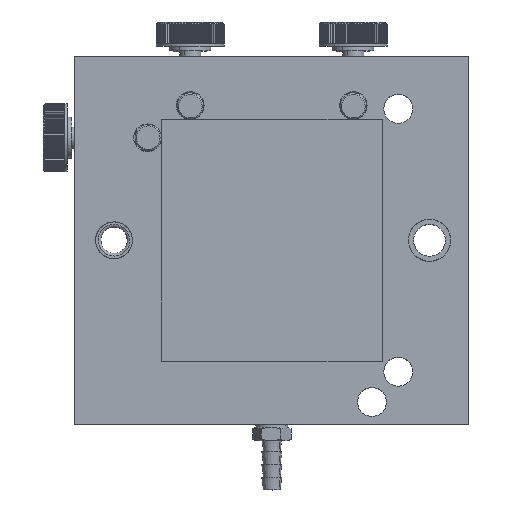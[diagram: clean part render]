
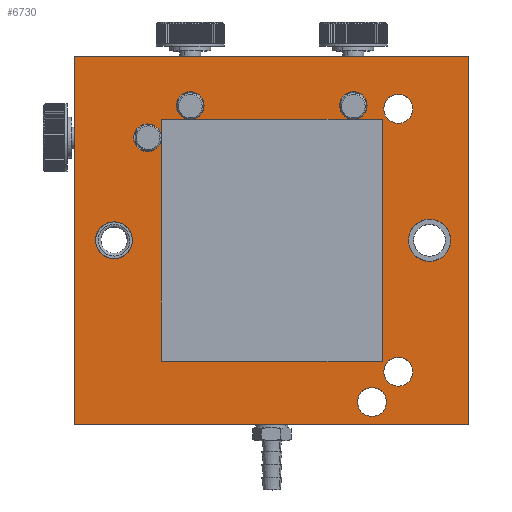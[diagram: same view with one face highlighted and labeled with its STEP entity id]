
A CAD part, top view. The second image highlights one B-rep face of the part: STEP entity #6730.
In plain terms, the highlighted planar face has unit normal (0, 0, 1).
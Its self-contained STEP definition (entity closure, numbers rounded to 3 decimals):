
#6730=ADVANCED_FACE('',(#9747,#9748,#9749,#9750,#9751,#9752,#9753,#9754,
#9755,#9756),#7532,.T.);
#7532=PLANE('',#18977);
#7973=LINE('',#24661,#8860);
#7974=LINE('',#24666,#8861);
#7975=LINE('',#24670,#8862);
#7976=LINE('',#24674,#8863);
#7977=LINE('',#24687,#8864);
#7978=LINE('',#24690,#8865);
#7979=LINE('',#24692,#8866);
#7980=LINE('',#24694,#8867);
#8860=VECTOR('',#20573,1.);
#8861=VECTOR('',#20576,1.);
#8862=VECTOR('',#20579,1.);
#8863=VECTOR('',#20582,1.);
#8864=VECTOR('',#20595,1.);
#8865=VECTOR('',#20596,1.);
#8866=VECTOR('',#20597,1.);
#8867=VECTOR('',#20598,1.);
#9747=FACE_BOUND('',#9872,.T.);
#9748=FACE_BOUND('',#9873,.T.);
#9749=FACE_BOUND('',#9874,.T.);
#9750=FACE_BOUND('',#9875,.T.);
#9751=FACE_BOUND('',#9876,.T.);
#9752=FACE_BOUND('',#9877,.T.);
#9753=FACE_BOUND('',#9878,.T.);
#9754=FACE_BOUND('',#9879,.T.);
#9755=FACE_BOUND('',#9880,.T.);
#9756=FACE_BOUND('',#9881,.T.);
#9872=EDGE_LOOP('',(#10741));
#9873=EDGE_LOOP('',(#10742));
#9874=EDGE_LOOP('',(#10743));
#9875=EDGE_LOOP('',(#10744,#10745,#10746,#10747,#10748,#10749,#10750,#10751));
#9876=EDGE_LOOP('',(#10752));
#9877=EDGE_LOOP('',(#10753));
#9878=EDGE_LOOP('',(#10754));
#9879=EDGE_LOOP('',(#10755));
#9880=EDGE_LOOP('',(#10756));
#9881=EDGE_LOOP('',(#10757,#10758,#10759,#10760));
#10741=ORIENTED_EDGE('',*,*,#16131,.T.);
#10742=ORIENTED_EDGE('',*,*,#16132,.T.);
#10743=ORIENTED_EDGE('',*,*,#16133,.T.);
#10744=ORIENTED_EDGE('',*,*,#16134,.F.);
#10745=ORIENTED_EDGE('',*,*,#16135,.T.);
#10746=ORIENTED_EDGE('',*,*,#16136,.F.);
#10747=ORIENTED_EDGE('',*,*,#16137,.T.);
#10748=ORIENTED_EDGE('',*,*,#16138,.F.);
#10749=ORIENTED_EDGE('',*,*,#16139,.T.);
#10750=ORIENTED_EDGE('',*,*,#16140,.F.);
#10751=ORIENTED_EDGE('',*,*,#16141,.T.);
#10752=ORIENTED_EDGE('',*,*,#16142,.T.);
#10753=ORIENTED_EDGE('',*,*,#16143,.T.);
#10754=ORIENTED_EDGE('',*,*,#16144,.T.);
#10755=ORIENTED_EDGE('',*,*,#16145,.T.);
#10756=ORIENTED_EDGE('',*,*,#16146,.T.);
#10757=ORIENTED_EDGE('',*,*,#16147,.T.);
#10758=ORIENTED_EDGE('',*,*,#16148,.T.);
#10759=ORIENTED_EDGE('',*,*,#16149,.T.);
#10760=ORIENTED_EDGE('',*,*,#16150,.T.);
#14827=VERTEX_POINT('',#24656);
#14828=VERTEX_POINT('',#24658);
#14829=VERTEX_POINT('',#24660);
#14830=VERTEX_POINT('',#24662);
#14831=VERTEX_POINT('',#24663);
#14832=VERTEX_POINT('',#24665);
#14833=VERTEX_POINT('',#24667);
#14834=VERTEX_POINT('',#24669);
#14835=VERTEX_POINT('',#24671);
#14836=VERTEX_POINT('',#24673);
#14837=VERTEX_POINT('',#24675);
#14838=VERTEX_POINT('',#24678);
#14839=VERTEX_POINT('',#24680);
#14840=VERTEX_POINT('',#24682);
#14841=VERTEX_POINT('',#24684);
#14842=VERTEX_POINT('',#24686);
#14843=VERTEX_POINT('',#24688);
#14844=VERTEX_POINT('',#24689);
#14845=VERTEX_POINT('',#24691);
#14846=VERTEX_POINT('',#24693);
#16131=EDGE_CURVE('',#14827,#14827,#18174,.T.);
#16132=EDGE_CURVE('',#14828,#14828,#18175,.T.);
#16133=EDGE_CURVE('',#14829,#14829,#18176,.T.);
#16134=EDGE_CURVE('',#14830,#14831,#7973,.T.);
#16135=EDGE_CURVE('',#14830,#14832,#18177,.T.);
#16136=EDGE_CURVE('',#14833,#14832,#7974,.T.);
#16137=EDGE_CURVE('',#14833,#14834,#18178,.T.);
#16138=EDGE_CURVE('',#14835,#14834,#7975,.T.);
#16139=EDGE_CURVE('',#14835,#14836,#18179,.T.);
#16140=EDGE_CURVE('',#14837,#14836,#7976,.T.);
#16141=EDGE_CURVE('',#14837,#14831,#18180,.T.);
#16142=EDGE_CURVE('',#14838,#14838,#18181,.T.);
#16143=EDGE_CURVE('',#14839,#14839,#18182,.T.);
#16144=EDGE_CURVE('',#14840,#14840,#18183,.T.);
#16145=EDGE_CURVE('',#14841,#14841,#18184,.T.);
#16146=EDGE_CURVE('',#14842,#14842,#18185,.T.);
#16147=EDGE_CURVE('',#14843,#14844,#7977,.T.);
#16148=EDGE_CURVE('',#14844,#14845,#7978,.T.);
#16149=EDGE_CURVE('',#14845,#14846,#7979,.T.);
#16150=EDGE_CURVE('',#14846,#14843,#7980,.T.);
#18174=CIRCLE('',#18965,2.75);
#18175=CIRCLE('',#18966,2.75);
#18176=CIRCLE('',#18967,2.75);
#18177=CIRCLE('',#18968,0.794);
#18178=CIRCLE('',#18969,0.794);
#18179=CIRCLE('',#18970,0.794);
#18180=CIRCLE('',#18971,0.794);
#18181=CIRCLE('',#18972,2.625);
#18182=CIRCLE('',#18973,2.625);
#18183=CIRCLE('',#18974,2.625);
#18184=CIRCLE('',#18975,3.488);
#18185=CIRCLE('',#18976,3.988);
#18965=AXIS2_PLACEMENT_3D('',#24655,#20567,#20568);
#18966=AXIS2_PLACEMENT_3D('',#24657,#20569,#20570);
#18967=AXIS2_PLACEMENT_3D('',#24659,#20571,#20572);
#18968=AXIS2_PLACEMENT_3D('',#24664,#20574,#20575);
#18969=AXIS2_PLACEMENT_3D('',#24668,#20577,#20578);
#18970=AXIS2_PLACEMENT_3D('',#24672,#20580,#20581);
#18971=AXIS2_PLACEMENT_3D('',#24676,#20583,#20584);
#18972=AXIS2_PLACEMENT_3D('',#24677,#20585,#20586);
#18973=AXIS2_PLACEMENT_3D('',#24679,#20587,#20588);
#18974=AXIS2_PLACEMENT_3D('',#24681,#20589,#20590);
#18975=AXIS2_PLACEMENT_3D('',#24683,#20591,#20592);
#18976=AXIS2_PLACEMENT_3D('',#24685,#20593,#20594);
#18977=AXIS2_PLACEMENT_3D('',#24695,#20599,#20600);
#20567=DIRECTION('',(0.,0.,-1.));
#20568=DIRECTION('',(-1.,0.,0.));
#20569=DIRECTION('',(0.,0.,-1.));
#20570=DIRECTION('',(-1.,0.,0.));
#20571=DIRECTION('',(0.,0.,-1.));
#20572=DIRECTION('',(-1.,0.,0.));
#20573=DIRECTION('',(0.,-1.,0.));
#20574=DIRECTION('',(0.,0.,-1.));
#20575=DIRECTION('',(1.,0.,0.));
#20576=DIRECTION('',(-1.,0.,0.));
#20577=DIRECTION('',(0.,0.,-1.));
#20578=DIRECTION('',(1.,0.,0.));
#20579=DIRECTION('',(0.,1.,0.));
#20580=DIRECTION('',(0.,0.,-1.));
#20581=DIRECTION('',(1.,0.,0.));
#20582=DIRECTION('',(1.,0.,0.));
#20583=DIRECTION('',(0.,0.,-1.));
#20584=DIRECTION('',(1.,0.,0.));
#20585=DIRECTION('',(0.,0.,-1.));
#20586=DIRECTION('',(-1.,0.,0.));
#20587=DIRECTION('',(0.,0.,-1.));
#20588=DIRECTION('',(-1.,0.,0.));
#20589=DIRECTION('',(0.,0.,-1.));
#20590=DIRECTION('',(-1.,0.,0.));
#20591=DIRECTION('',(0.,0.,-1.));
#20592=DIRECTION('',(-1.,0.,0.));
#20593=DIRECTION('',(0.,0.,-1.));
#20594=DIRECTION('',(-1.,0.,0.));
#20595=DIRECTION('',(0.,-1.,0.));
#20596=DIRECTION('',(1.,0.,0.));
#20597=DIRECTION('',(0.,1.,0.));
#20598=DIRECTION('',(-1.,0.,0.));
#20599=DIRECTION('',(0.,0.,1.));
#20600=DIRECTION('',(1.,0.,0.));
#24655=CARTESIAN_POINT('',(61.55,60.,12.7));
#24656=CARTESIAN_POINT('',(58.8,60.,12.7));
#24657=CARTESIAN_POINT('',(61.55,10.,12.7));
#24658=CARTESIAN_POINT('',(58.8,10.,12.7));
#24659=CARTESIAN_POINT('',(56.55,4.25,12.7));
#24660=CARTESIAN_POINT('',(53.8,4.25,12.7));
#24661=CARTESIAN_POINT('',(19.,55.5,12.7));
#24662=CARTESIAN_POINT('',(19.,54.706,12.7));
#24663=CARTESIAN_POINT('',(19.,15.294,12.7));
#24664=CARTESIAN_POINT('',(19.794,54.706,12.7));
#24665=CARTESIAN_POINT('',(19.794,55.5,12.7));
#24666=CARTESIAN_POINT('',(56.,55.5,12.7));
#24667=CARTESIAN_POINT('',(55.206,55.5,12.7));
#24668=CARTESIAN_POINT('',(55.206,54.706,12.7));
#24669=CARTESIAN_POINT('',(56.,54.706,12.7));
#24670=CARTESIAN_POINT('',(56.,14.5,12.7));
#24671=CARTESIAN_POINT('',(56.,15.294,12.7));
#24672=CARTESIAN_POINT('',(55.206,15.294,12.7));
#24673=CARTESIAN_POINT('',(55.206,14.5,12.7));
#24674=CARTESIAN_POINT('',(19.,14.5,12.7));
#24675=CARTESIAN_POINT('',(19.794,14.5,12.7));
#24676=CARTESIAN_POINT('',(19.794,15.294,12.7));
#24677=CARTESIAN_POINT('',(13.875,54.5,12.7));
#24678=CARTESIAN_POINT('',(11.25,54.5,12.7));
#24679=CARTESIAN_POINT('',(53.,60.625,12.7));
#24680=CARTESIAN_POINT('',(50.375,60.625,12.7));
#24681=CARTESIAN_POINT('',(22.,60.625,12.7));
#24682=CARTESIAN_POINT('',(19.375,60.625,12.7));
#24683=CARTESIAN_POINT('',(7.5,35.,12.7));
#24684=CARTESIAN_POINT('',(4.013,35.,12.7));
#24685=CARTESIAN_POINT('',(67.5,35.,12.7));
#24686=CARTESIAN_POINT('',(63.513,35.,12.7));
#24687=CARTESIAN_POINT('',(0.,70.,12.7));
#24688=CARTESIAN_POINT('',(0.,70.,12.7));
#24689=CARTESIAN_POINT('',(0.,0.,12.7));
#24690=CARTESIAN_POINT('',(0.,0.,12.7));
#24691=CARTESIAN_POINT('',(75.,0.,12.7));
#24692=CARTESIAN_POINT('',(75.,0.,12.7));
#24693=CARTESIAN_POINT('',(75.,70.,12.7));
#24694=CARTESIAN_POINT('',(75.,70.,12.7));
#24695=CARTESIAN_POINT('',(0.,0.,12.7));
